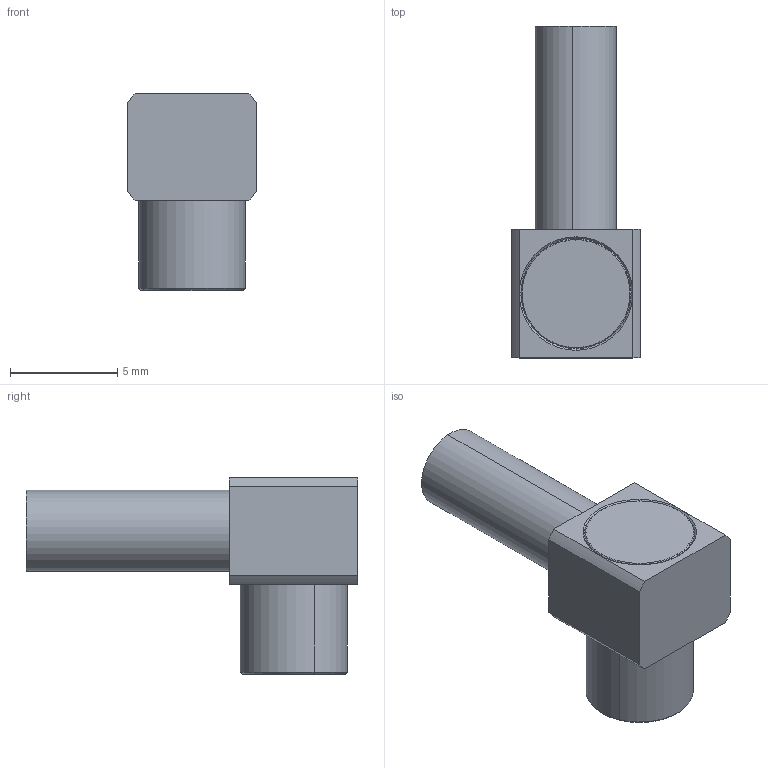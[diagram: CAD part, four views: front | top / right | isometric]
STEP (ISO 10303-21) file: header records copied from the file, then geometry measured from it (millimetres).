
FILE_DESCRIPTION (( 'STEP AP214' ), '1' );
FILE_NAME ('18-154-D6-AB.STEP', '2021-09-03T08:49:48', ( '' ), ( '' ), 'SwSTEP 2.0', 'SolidWorks 2021', '' );
FILE_SCHEMA (( 'AUTOMOTIVE_DESIGN' ));
Length unit declared in the file: millimetre
Products named in the file (1): 18-154-D6-AB
Bounding box: 6 x 15.5 x 9.21 mm (x, y, z)
Surface area: 571.1 mm2 (no closed solid volume)
Topology: 0 solids, 7 shells, 236 faces, 768 edges, 539 vertices
Faces by surface type: plane 113, cylinder 55, cone 50, torus 18
Entity records: 11182 total; most frequent: CARTESIAN_POINT 2084, ORIENTED_EDGE 1324, DIRECTION 1287, EDGE_CURVE 768, VERTEX_POINT 539, AXIS2_PLACEMENT_3D 462, VECTOR 363, LINE 363
